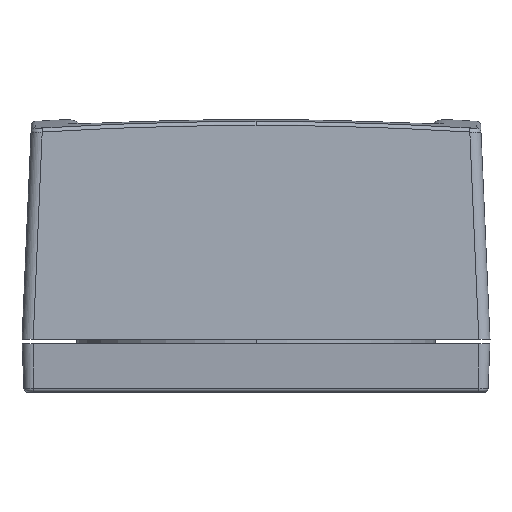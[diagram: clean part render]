
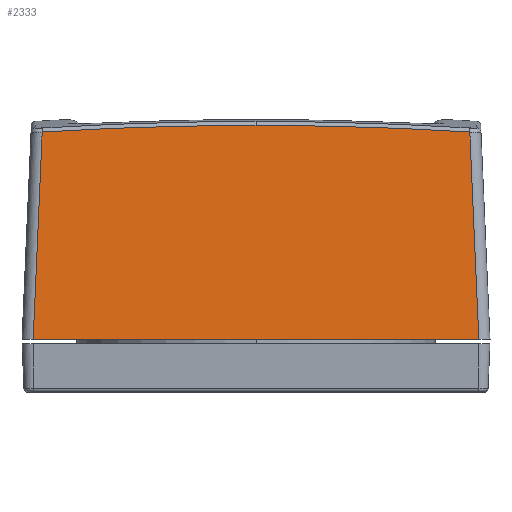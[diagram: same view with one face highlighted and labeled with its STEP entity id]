
A CAD part, left-side view. The second image highlights one B-rep face of the part: STEP entity #2333.
In plain terms, the highlighted planar face has unit normal (-0.999, 0, 0.044).
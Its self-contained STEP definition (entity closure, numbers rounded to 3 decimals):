
#81 = CARTESIAN_POINT ( 'NONE',  ( -167.5, 167.5, 0. ) ) ;
#83 = PLANE ( 'NONE',  #14922 ) ;
#85 = DIRECTION ( 'NONE',  ( -0.999, 0., 0.044 ) ) ;
#86 = DIRECTION ( 'NONE',  ( 0.044, 0., 0.999 ) ) ;
#1918 = VECTOR ( 'NONE', #5067, 1000. ) ;
#1919 = LINE ( 'NONE', #5065, #1918 ) ;
#1928 = LINE ( 'NONE', #5084, #1931 ) ;
#1930 = CIRCLE ( 'NONE', #3951, 2482.752 ) ;
#1931 = VECTOR ( 'NONE', #5085, 1000. ) ;
#1932 = LINE ( 'NONE', #5079, #1934 ) ;
#1934 = VECTOR ( 'NONE', #5080, 1000. ) ;
#2333 = ADVANCED_FACE ( 'NONE', ( #12859 ), #83, .T. ) ;
#2496 = CIRCLE ( 'NONE', #3957, 2482.752 ) ;
#3951 = AXIS2_PLACEMENT_3D ( 'NONE', #5088, #5089, #5090 ) ;
#3957 = AXIS2_PLACEMENT_3D ( 'NONE', #6723, #6724, #6725 ) ;
#5065 = CARTESIAN_POINT ( 'NONE',  ( -167.5, 167.5, 0. ) ) ;
#5067 = DIRECTION ( 'NONE',  ( 0., -1., 0. ) ) ;
#5079 = CARTESIAN_POINT ( 'NONE',  ( -167.515, 159.523, -0.348 ) ) ;
#5080 = DIRECTION ( 'NONE',  ( -0.044, 0.044, -0.998 ) ) ;
#5084 = CARTESIAN_POINT ( 'NONE',  ( -166.879, -158.887, 14.223 ) ) ;
#5085 = DIRECTION ( 'NONE',  ( 0.044, 0.044, 0.998 ) ) ;
#5088 = CARTESIAN_POINT ( 'NONE',  ( -269.11, 0., -2327.25 ) ) ;
#5089 = DIRECTION ( 'NONE',  ( -0.999, 0., 0.044 ) ) ;
#5090 = DIRECTION ( 'NONE',  ( 0.044, 0., 0.999 ) ) ;
#6179 = CARTESIAN_POINT ( 'NONE',  ( -167.5, -159.508, 0. ) ) ;
#6196 = CARTESIAN_POINT ( 'NONE',  ( -167.5, 159.508, 0. ) ) ;
#6199 = CARTESIAN_POINT ( 'NONE',  ( -161.02, 153.027, 148.423 ) ) ;
#6219 = CARTESIAN_POINT ( 'NONE',  ( -160.814, 0., 153.139 ) ) ;
#6234 = CARTESIAN_POINT ( 'NONE',  ( -161.02, -153.027, 148.423 ) ) ;
#6723 = CARTESIAN_POINT ( 'NONE',  ( -269.11, 0., -2327.25 ) ) ;
#6724 = DIRECTION ( 'NONE',  ( -0.999, 0., 0.044 ) ) ;
#6725 = DIRECTION ( 'NONE',  ( 0.044, 0., 0.999 ) ) ;
#7796 = EDGE_CURVE ( 'NONE', #9697, #9680, #1919, .T. ) ;
#7811 = EDGE_CURVE ( 'NONE', #9680, #11170, #1928, .T. ) ;
#7813 = EDGE_CURVE ( 'NONE', #11152, #9700, #1930, .T. ) ;
#7816 = EDGE_CURVE ( 'NONE', #9700, #9697, #1932, .T. ) ;
#9680 = VERTEX_POINT ( 'NONE', #6179 ) ;
#9697 = VERTEX_POINT ( 'NONE', #6196 ) ;
#9700 = VERTEX_POINT ( 'NONE', #6199 ) ;
#9720 = ORIENTED_EDGE ( 'NONE', *, *, #7811, .T. ) ;
#9721 = ORIENTED_EDGE ( 'NONE', *, *, #12119, .T. ) ;
#9722 = ORIENTED_EDGE ( 'NONE', *, *, #7813, .T. ) ;
#9723 = ORIENTED_EDGE ( 'NONE', *, *, #7816, .T. ) ;
#9724 = ORIENTED_EDGE ( 'NONE', *, *, #7796, .T. ) ;
#10196 = EDGE_LOOP ( 'NONE', ( #9720, #9721, #9722, #9723, #9724 ) ) ;
#11152 = VERTEX_POINT ( 'NONE', #6219 ) ;
#11170 = VERTEX_POINT ( 'NONE', #6234 ) ;
#12119 = EDGE_CURVE ( 'NONE', #11170, #11152, #2496, .T. ) ;
#12859 = FACE_OUTER_BOUND ( 'NONE', #10196, .T. ) ;
#14922 = AXIS2_PLACEMENT_3D ( 'NONE', #81, #85, #86 ) ;
